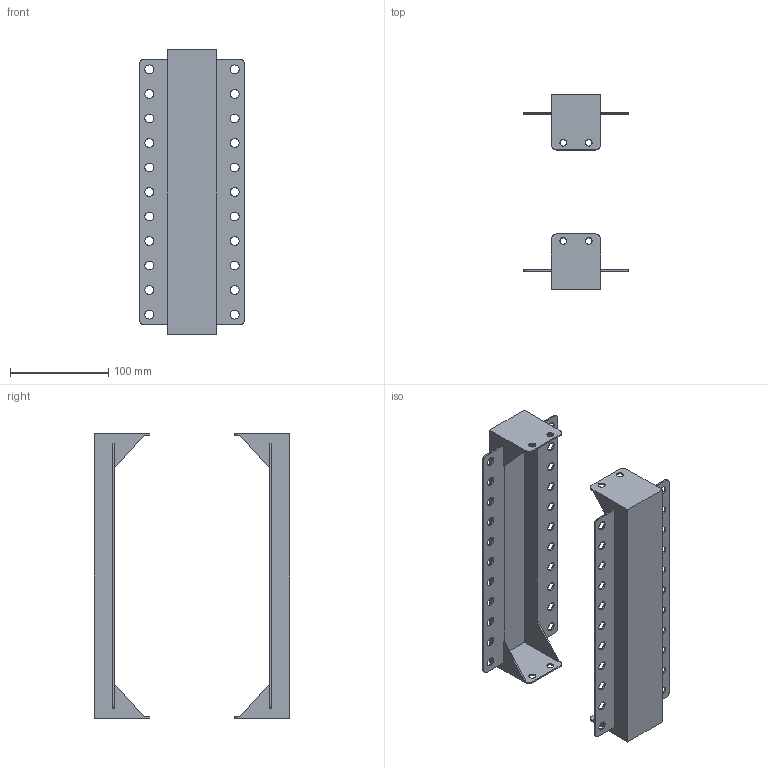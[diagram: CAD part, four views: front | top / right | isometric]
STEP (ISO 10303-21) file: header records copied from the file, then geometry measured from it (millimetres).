
FILE_DESCRIPTION (( 'STEP AP214' ), '1' );
FILE_NAME ('0396-0000-50-07.step', '2023-01-11T07:49:13', ( '' ), ( '' ), 'SwSTEP 2.0', 'SolidWorks 2019', '' );
FILE_SCHEMA (( 'AUTOMOTIVE_DESIGN' ));
Length unit declared in the file: millimetre
Products named in the file (1): 0396-0000-50-07
Bounding box: 107 x 199 x 290 mm (x, y, z)
Volume: 139707.1 mm3; surface area: 190947.4 mm2
Topology: 2 solids, 2 shells, 172 faces, 504 edges, 336 vertices
Faces by surface type: cylinder 120, plane 52
Entity records: 6079 total; most frequent: DIRECTION 1090, CARTESIAN_POINT 1013, ORIENTED_EDGE 1008, EDGE_CURVE 504, AXIS2_PLACEMENT_3D 413, VERTEX_POINT 336, EDGE_LOOP 276, VECTOR 264
